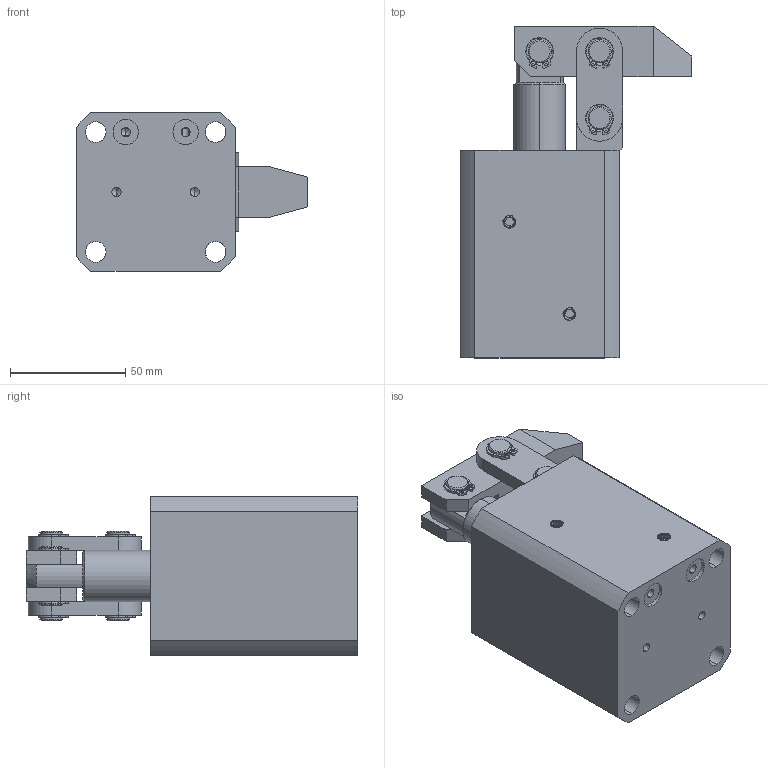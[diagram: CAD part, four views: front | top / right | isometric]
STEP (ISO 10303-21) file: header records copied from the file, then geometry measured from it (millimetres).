
FILE_DESCRIPTION (( 'STEP AP214' ), '1' );
FILE_NAME ('CHLC-M40.STEP', '2019-11-25T06:27:49', ( 'Windows' ), ( 'Microsoft' ), 'SwSTEP 2.0', 'SolidWorks 2015', '' );
FILE_SCHEMA (( 'AUTOMOTIVE_DESIGN' ));
Length unit declared in the file: millimetre
Products named in the file (9): CHLC-40-03; CHLC-40-01; CHLC-40-08; CHLC-M40-05; CHLC-M40; M6LS; CHLC-40-06; CHLC-40-04; CHLC-40-02
Assembly tree (16 placements, depth 2):
  CHLC-M40
    CHLC-M40-05
    CHLC-40-08
    CHLC-40-01
    CHLC-40-03  x2
    CHLC-40-02  x2
    CHLC-40-04
    CHLC-40-06  x6
    M6LS  x2
Bounding box: 100.49 x 144 x 68.97 mm (x, y, z)
Volume: 422963.2 mm3; surface area: 84768.3 mm2
Topology: 16 solids, 16 shells, 501 faces, 1262 edges, 815 vertices
Faces by surface type: cylinder 268, plane 137, cone 74, bspline 22
Entity records: 20062 total; most frequent: CARTESIAN_POINT 9291, ORIENTED_EDGE 1504, DIRECTION 1380, EDGE_CURVE 752, AXIS2_PLACEMENT_3D 532, VERTEX_POINT 484, EDGE_LOOP 364, UNCERTAINTY_MEASURE_WITH_UNIT 326
